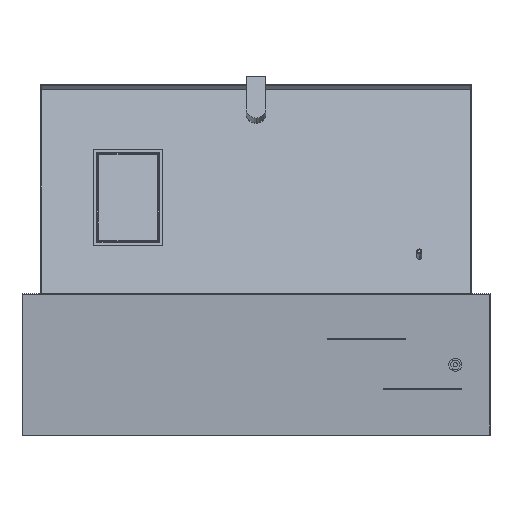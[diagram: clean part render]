
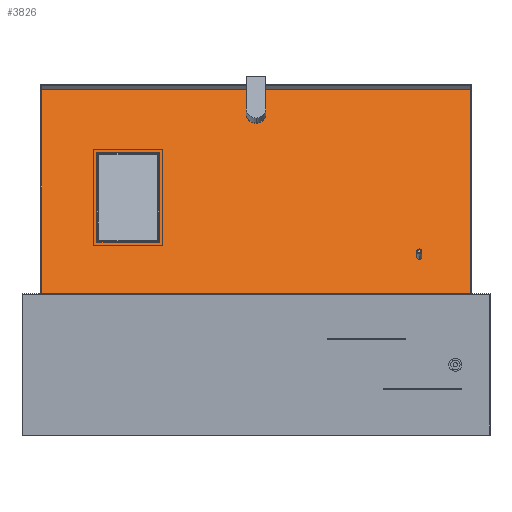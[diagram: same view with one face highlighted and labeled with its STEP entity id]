
A CAD part, left-side view. The second image highlights one B-rep face of the part: STEP entity #3826.
In plain terms, the highlighted face is planar.
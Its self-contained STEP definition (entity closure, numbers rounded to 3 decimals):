
#7 = CARTESIAN_POINT ( 'NONE',  ( 76.5, -188.5, -1. ) ) ;
#39 = EDGE_LOOP ( 'NONE', ( #826, #12106, #12184, #8758 ) ) ;
#325 = AXIS2_PLACEMENT_3D ( 'NONE', #1672, #338, #13023 ) ;
#338 = DIRECTION ( 'NONE',  ( 0., 0., 1. ) ) ;
#499 = CARTESIAN_POINT ( 'NONE',  ( 132.5, 0., -1. ) ) ;
#517 = CARTESIAN_POINT ( 'NONE',  ( -102.5, 0., -1. ) ) ;
#556 = ORIENTED_EDGE ( 'NONE', *, *, #8425, .F. ) ;
#622 = ORIENTED_EDGE ( 'NONE', *, *, #8278, .T. ) ;
#826 = ORIENTED_EDGE ( 'NONE', *, *, #2433, .F. ) ;
#967 = DIRECTION ( 'NONE',  ( 0., 0., -1. ) ) ;
#1198 = CARTESIAN_POINT ( 'NONE',  ( -55., 111.5, -1. ) ) ;
#1427 = CARTESIAN_POINT ( 'NONE',  ( -114., 0., -1. ) ) ;
#1435 = VERTEX_POINT ( 'NONE', #6795 ) ;
#1481 = VERTEX_POINT ( 'NONE', #8088 ) ;
#1551 = CARTESIAN_POINT ( 'NONE',  ( 132.5, -247.5, -1. ) ) ;
#1583 = ORIENTED_EDGE ( 'NONE', *, *, #13164, .F. ) ;
#1672 = CARTESIAN_POINT ( 'NONE',  ( 0., 0., -1. ) ) ;
#1740 = VERTEX_POINT ( 'NONE', #8107 ) ;
#2365 = VECTOR ( 'NONE', #6406, 1000. ) ;
#2403 = CARTESIAN_POINT ( 'NONE',  ( 0., 183.5, -1. ) ) ;
#2433 = EDGE_CURVE ( 'NONE', #9345, #6499, #2899, .T. ) ;
#2729 = DIRECTION ( 'NONE',  ( 0., 1., 0. ) ) ;
#2843 = AXIS2_PLACEMENT_3D ( 'NONE', #10106, #967, #6458 ) ;
#2899 = LINE ( 'NONE', #12254, #2365 ) ;
#3022 = VECTOR ( 'NONE', #10735, 1000. ) ;
#3283 = LINE ( 'NONE', #10867, #10655 ) ;
#3418 = CIRCLE ( 'NONE', #2843, 3. ) ;
#3516 = CARTESIAN_POINT ( 'NONE',  ( 73.5, -188.5, -1. ) ) ;
#3743 = VERTEX_POINT ( 'NONE', #1198 ) ;
#3826 = ADVANCED_FACE ( 'NONE', ( #13254, #4744, #4311, #5172 ), #5406, .F. ) ;
#3834 = AXIS2_PLACEMENT_3D ( 'NONE', #3516, #5266, #6579 ) ;
#3948 = EDGE_LOOP ( 'NONE', ( #556, #1583 ) ) ;
#4004 = CIRCLE ( 'NONE', #3834, 3. ) ;
#4010 = CARTESIAN_POINT ( 'NONE',  ( -132.5, 247.5, -1. ) ) ;
#4311 = FACE_OUTER_BOUND ( 'NONE', #39, .T. ) ;
#4326 = LINE ( 'NONE', #12796, #8337 ) ;
#4341 = DIRECTION ( 'NONE',  ( 0., 0., 1. ) ) ;
#4400 = VERTEX_POINT ( 'NONE', #7472 ) ;
#4517 = EDGE_CURVE ( 'NONE', #1740, #4400, #4676, .T. ) ;
#4548 = CARTESIAN_POINT ( 'NONE',  ( 0., 247.5, -1. ) ) ;
#4676 = LINE ( 'NONE', #12284, #3022 ) ;
#4744 = FACE_BOUND ( 'NONE', #8104, .T. ) ;
#5008 = DIRECTION ( 'NONE',  ( 1., 0., 0. ) ) ;
#5172 = FACE_BOUND ( 'NONE', #3948, .T. ) ;
#5217 = DIRECTION ( 'NONE',  ( -1., 0., 0. ) ) ;
#5266 = DIRECTION ( 'NONE',  ( 0., 0., -1. ) ) ;
#5406 = PLANE ( 'NONE',  #325 ) ;
#5578 = LINE ( 'NONE', #13222, #8723 ) ;
#5579 = AXIS2_PLACEMENT_3D ( 'NONE', #10821, #4341, #13055 ) ;
#5640 = EDGE_CURVE ( 'NONE', #1481, #3743, #5578, .T. ) ;
#5695 = VERTEX_POINT ( 'NONE', #1427 ) ;
#5829 = EDGE_CURVE ( 'NONE', #3743, #1740, #4326, .T. ) ;
#5904 = EDGE_LOOP ( 'NONE', ( #7212, #10997, #12004, #9699 ) ) ;
#5973 = EDGE_CURVE ( 'NONE', #1435, #9345, #10398, .T. ) ;
#5997 = VERTEX_POINT ( 'NONE', #7 ) ;
#6038 = VECTOR ( 'NONE', #12163, 1000. ) ;
#6406 = DIRECTION ( 'NONE',  ( 0., -1., 0. ) ) ;
#6458 = DIRECTION ( 'NONE',  ( 1., 0., 0. ) ) ;
#6499 = VERTEX_POINT ( 'NONE', #6718 ) ;
#6579 = DIRECTION ( 'NONE',  ( 1., 0., 0. ) ) ;
#6582 = VERTEX_POINT ( 'NONE', #12377 ) ;
#6699 = ORIENTED_EDGE ( 'NONE', *, *, #10802, .T. ) ;
#6703 = AXIS2_PLACEMENT_3D ( 'NONE', #517, #11417, #13209 ) ;
#6718 = CARTESIAN_POINT ( 'NONE',  ( -132.5, -247.5, -1. ) ) ;
#6795 = CARTESIAN_POINT ( 'NONE',  ( 132.5, 247.5, -1. ) ) ;
#7212 = ORIENTED_EDGE ( 'NONE', *, *, #9722, .T. ) ;
#7472 = CARTESIAN_POINT ( 'NONE',  ( 55., 183.5, -1. ) ) ;
#7870 = VERTEX_POINT ( 'NONE', #1551 ) ;
#8088 = CARTESIAN_POINT ( 'NONE',  ( -55., 183.5, -1. ) ) ;
#8104 = EDGE_LOOP ( 'NONE', ( #6699, #622 ) ) ;
#8107 = CARTESIAN_POINT ( 'NONE',  ( 55., 111.5, -1. ) ) ;
#8189 = EDGE_CURVE ( 'NONE', #7870, #1435, #11608, .T. ) ;
#8278 = EDGE_CURVE ( 'NONE', #5695, #10919, #9084, .T. ) ;
#8337 = VECTOR ( 'NONE', #9946, 1000. ) ;
#8425 = EDGE_CURVE ( 'NONE', #5997, #6582, #3418, .T. ) ;
#8660 = VECTOR ( 'NONE', #2729, 1000. ) ;
#8723 = VECTOR ( 'NONE', #11860, 1000. ) ;
#8758 = ORIENTED_EDGE ( 'NONE', *, *, #11941, .F. ) ;
#9084 = CIRCLE ( 'NONE', #6703, 11.5 ) ;
#9345 = VERTEX_POINT ( 'NONE', #4010 ) ;
#9699 = ORIENTED_EDGE ( 'NONE', *, *, #4517, .T. ) ;
#9722 = EDGE_CURVE ( 'NONE', #4400, #1481, #11722, .T. ) ;
#9847 = VECTOR ( 'NONE', #5217, 1000. ) ;
#9946 = DIRECTION ( 'NONE',  ( 1., 0., 0. ) ) ;
#10106 = CARTESIAN_POINT ( 'NONE',  ( 73.5, -188.5, -1. ) ) ;
#10398 = LINE ( 'NONE', #4548, #6038 ) ;
#10655 = VECTOR ( 'NONE', #5008, 1000. ) ;
#10735 = DIRECTION ( 'NONE',  ( 0., 1., 0. ) ) ;
#10802 = EDGE_CURVE ( 'NONE', #10919, #5695, #13432, .T. ) ;
#10820 = CARTESIAN_POINT ( 'NONE',  ( -91., 0., -1. ) ) ;
#10821 = CARTESIAN_POINT ( 'NONE',  ( -102.5, 0., -1. ) ) ;
#10867 = CARTESIAN_POINT ( 'NONE',  ( 0., -247.5, -1. ) ) ;
#10919 = VERTEX_POINT ( 'NONE', #10820 ) ;
#10997 = ORIENTED_EDGE ( 'NONE', *, *, #5640, .T. ) ;
#11417 = DIRECTION ( 'NONE',  ( 0., 0., 1. ) ) ;
#11608 = LINE ( 'NONE', #499, #8660 ) ;
#11722 = LINE ( 'NONE', #2403, #9847 ) ;
#11860 = DIRECTION ( 'NONE',  ( 0., -1., 0. ) ) ;
#11941 = EDGE_CURVE ( 'NONE', #6499, #7870, #3283, .T. ) ;
#12004 = ORIENTED_EDGE ( 'NONE', *, *, #5829, .T. ) ;
#12106 = ORIENTED_EDGE ( 'NONE', *, *, #5973, .F. ) ;
#12163 = DIRECTION ( 'NONE',  ( -1., 0., 0. ) ) ;
#12184 = ORIENTED_EDGE ( 'NONE', *, *, #8189, .F. ) ;
#12254 = CARTESIAN_POINT ( 'NONE',  ( -132.5, 0., -1. ) ) ;
#12284 = CARTESIAN_POINT ( 'NONE',  ( 55., 0., -1. ) ) ;
#12377 = CARTESIAN_POINT ( 'NONE',  ( 70.5, -188.5, -1. ) ) ;
#12796 = CARTESIAN_POINT ( 'NONE',  ( 0., 111.5, -1. ) ) ;
#13023 = DIRECTION ( 'NONE',  ( 1., 0., 0. ) ) ;
#13055 = DIRECTION ( 'NONE',  ( 1., 0., 0. ) ) ;
#13164 = EDGE_CURVE ( 'NONE', #6582, #5997, #4004, .T. ) ;
#13209 = DIRECTION ( 'NONE',  ( 1., 0., 0. ) ) ;
#13222 = CARTESIAN_POINT ( 'NONE',  ( -55., 0., -1. ) ) ;
#13254 = FACE_BOUND ( 'NONE', #5904, .T. ) ;
#13432 = CIRCLE ( 'NONE', #5579, 11.5 ) ;
